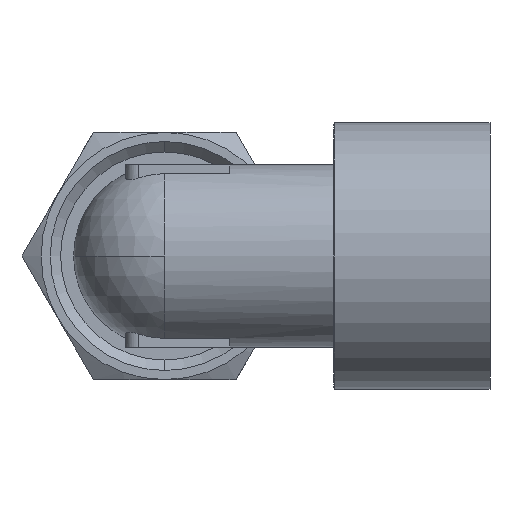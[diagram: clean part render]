
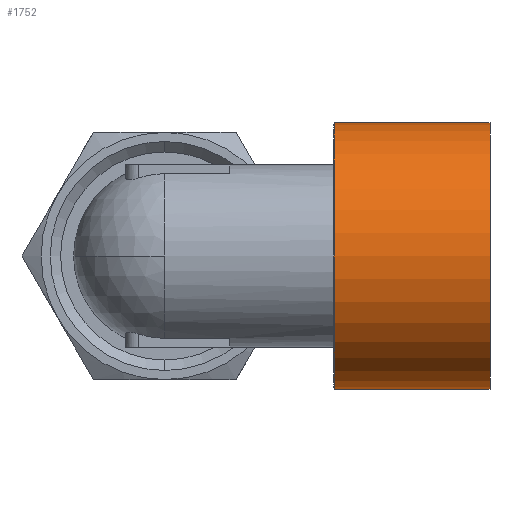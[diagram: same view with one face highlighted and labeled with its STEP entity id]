
A CAD part, left-side view. The second image highlights one B-rep face of the part: STEP entity #1752.
In plain terms, the highlighted cylindrical face has radius 10.25 mm (diameter 20.5 mm), a partial arc.
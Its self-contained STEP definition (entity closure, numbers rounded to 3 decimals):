
#146 = DIRECTION ( 'NONE',  ( 0., -1., 0. ) ) ;
#147 = DIRECTION ( 'NONE',  ( 0., 0., -1. ) ) ;
#150 = CARTESIAN_POINT ( 'NONE',  ( 0., -7.665, 0. ) ) ;
#528 = AXIS2_PLACEMENT_3D ( 'NONE', #1308, #1309, #1310 ) ;
#573 = AXIS2_PLACEMENT_3D ( 'NONE', #150, #146, #147 ) ;
#649 = EDGE_CURVE ( 'NONE', #1626, #1623, #868, .T. ) ;
#771 = EDGE_CURVE ( 'NONE', #1626, #1629, #1010, .T. ) ;
#773 = EDGE_CURVE ( 'NONE', #1623, #1628, #1016, .T. ) ;
#806 = EDGE_CURVE ( 'NONE', #1629, #1628, #1060, .T. ) ;
#816 = AXIS2_PLACEMENT_3D ( 'NONE', #1883, #1882, #1881 ) ;
#868 = CIRCLE ( 'NONE', #816, 10.25 ) ;
#1010 = LINE ( 'NONE', #1203, #1018 ) ;
#1016 = LINE ( 'NONE', #1207, #1021 ) ;
#1018 = VECTOR ( 'NONE', #1198, 1000. ) ;
#1021 = VECTOR ( 'NONE', #1202, 1000. ) ;
#1060 = CIRCLE ( 'NONE', #528, 10.25 ) ;
#1129 = FACE_OUTER_BOUND ( 'NONE', #1469, .T. ) ;
#1132 = CYLINDRICAL_SURFACE ( 'NONE', #573, 10.25 ) ;
#1198 = DIRECTION ( 'NONE',  ( 0., -1., 0. ) ) ;
#1202 = DIRECTION ( 'NONE',  ( 0., -1., 0. ) ) ;
#1203 = CARTESIAN_POINT ( 'NONE',  ( 0., -7.665, 10.25 ) ) ;
#1207 = CARTESIAN_POINT ( 'NONE',  ( 0., -7.665, -10.25 ) ) ;
#1308 = CARTESIAN_POINT ( 'NONE',  ( 0., 0.5, 0. ) ) ;
#1309 = DIRECTION ( 'NONE',  ( 0., -1., 0. ) ) ;
#1310 = DIRECTION ( 'NONE',  ( 0., 0., -1. ) ) ;
#1339 = CARTESIAN_POINT ( 'NONE',  ( 0., 12.468, -10.25 ) ) ;
#1342 = CARTESIAN_POINT ( 'NONE',  ( 0., 12.468, 10.25 ) ) ;
#1344 = CARTESIAN_POINT ( 'NONE',  ( 0., 0.5, -10.25 ) ) ;
#1345 = CARTESIAN_POINT ( 'NONE',  ( 0., 0.5, 10.25 ) ) ;
#1469 = EDGE_LOOP ( 'NONE', ( #2171, #2170, #2169, #2168 ) ) ;
#1623 = VERTEX_POINT ( 'NONE', #1339 ) ;
#1626 = VERTEX_POINT ( 'NONE', #1342 ) ;
#1628 = VERTEX_POINT ( 'NONE', #1344 ) ;
#1629 = VERTEX_POINT ( 'NONE', #1345 ) ;
#1752 = ADVANCED_FACE ( 'NONE', ( #1129 ), #1132, .T. ) ;
#1881 = DIRECTION ( 'NONE',  ( 0., 0., -1. ) ) ;
#1882 = DIRECTION ( 'NONE',  ( 0., -1., 0. ) ) ;
#1883 = CARTESIAN_POINT ( 'NONE',  ( 0., 12.468, 0. ) ) ;
#2168 = ORIENTED_EDGE ( 'NONE', *, *, #806, .F. ) ;
#2169 = ORIENTED_EDGE ( 'NONE', *, *, #773, .T. ) ;
#2170 = ORIENTED_EDGE ( 'NONE', *, *, #649, .T. ) ;
#2171 = ORIENTED_EDGE ( 'NONE', *, *, #771, .F. ) ;
